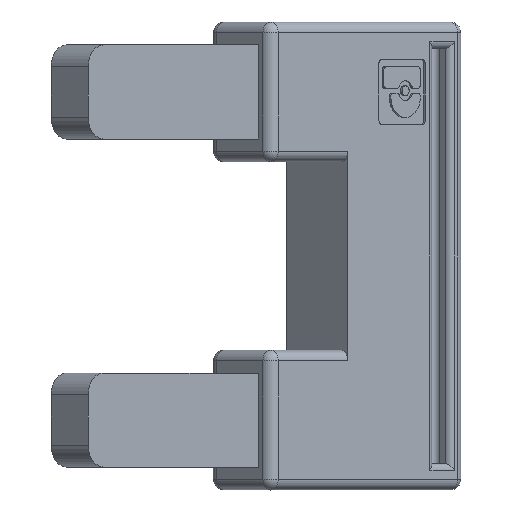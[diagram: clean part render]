
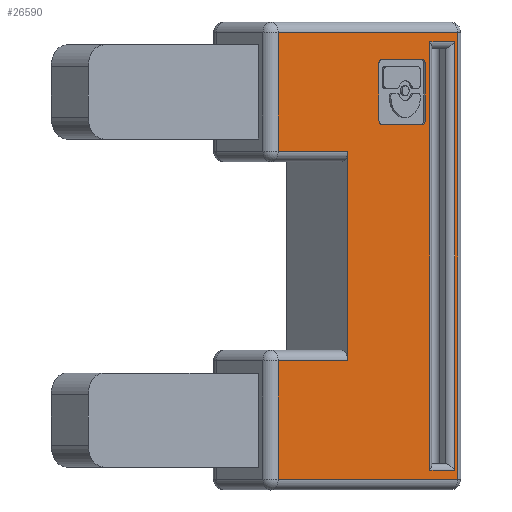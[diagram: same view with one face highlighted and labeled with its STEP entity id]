
A CAD part, front view. The second image highlights one B-rep face of the part: STEP entity #26590.
In plain terms, the highlighted planar face has unit normal (0.707, -0.707, 0).
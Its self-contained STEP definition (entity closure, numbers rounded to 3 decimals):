
#1650=CARTESIAN_POINT('',(65.154,31.6,
-28.981));
#1660=VERTEX_POINT('',#1650);
#1690=CARTESIAN_POINT('',(54.847,21.294,
-28.981));
#1700=DIRECTION('',(0.707,0.707,
0.));
#1710=VECTOR('',#1700,1.);
#1720=LINE('',#1690,#1710);
#1730=CARTESIAN_POINT('',(61.972,28.418,
-28.981));
#1740=VERTEX_POINT('',#1730);
#1750=EDGE_CURVE('',#1740,#1660,#1720,.T.);
#4000=CARTESIAN_POINT('',(61.972,28.418,
-34.381));
#4010=VERTEX_POINT('',#4000);
#4120=CARTESIAN_POINT('',(61.972,28.418,
-26.79));
#4130=DIRECTION('',(0.,0.,-1.));
#4140=VECTOR('',#4130,1.);
#4150=LINE('',#4120,#4140);
#4160=EDGE_CURVE('',#1740,#4010,#4150,.T.);
#5020=CARTESIAN_POINT('',(65.154,31.6,
-19.381));
#5030=VERTEX_POINT('',#5020);
#5120=CARTESIAN_POINT('',(61.972,28.418,
-19.381));
#5130=VERTEX_POINT('',#5120);
#5160=CARTESIAN_POINT('',(54.847,21.294,
-19.381));
#5170=DIRECTION('',(0.707,0.707,
0.));
#5180=VECTOR('',#5170,1.);
#5190=LINE('',#5160,#5180);
#5200=EDGE_CURVE('',#5130,#5030,#5190,.T.);
#5420=CARTESIAN_POINT('',(68.901,35.348,
-33.981));
#5430=VERTEX_POINT('',#5420);
#5590=CARTESIAN_POINT('',(70.033,36.479,
-33.981));
#5600=VERTEX_POINT('',#5590);
#5630=CARTESIAN_POINT('',(54.847,21.294,
-33.981));
#5640=DIRECTION('',(-0.707,-0.707,0.));
#5650=VECTOR('',#5640,1.);
#5660=LINE('',#5630,#5650);
#5670=EDGE_CURVE('',#5600,#5430,#5660,.T.);
#5910=CARTESIAN_POINT('',(70.033,36.479,
-14.381));
#5920=VERTEX_POINT('',#5910);
#5950=CARTESIAN_POINT('',(70.033,36.479,
-41.79));
#5960=DIRECTION('',(0.,0.,-1.));
#5970=VECTOR('',#5960,1.);
#5980=LINE('',#5950,#5970);
#5990=EDGE_CURVE('',#5920,#5600,#5980,.T.);
#6310=CARTESIAN_POINT('',(70.174,36.621,
-13.981));
#6320=VERTEX_POINT('',#6310);
#6350=CARTESIAN_POINT('',(54.847,21.294,
-13.981));
#6360=DIRECTION('',(-0.707,-0.707,
0.));
#6370=VECTOR('',#6360,1.);
#6380=LINE('',#6350,#6370);
#6390=CARTESIAN_POINT('',(61.972,28.418,
-13.981));
#6400=VERTEX_POINT('',#6390);
#6410=EDGE_CURVE('',#6320,#6400,#6380,.T.);
#8320=CARTESIAN_POINT('',(68.901,35.348,
-21.79));
#8330=DIRECTION('',(0.,0.,1.));
#8340=VECTOR('',#8330,1.);
#8350=LINE('',#8320,#8340);
#8360=CARTESIAN_POINT('',(68.901,35.348,
-14.381));
#8370=VERTEX_POINT('',#8360);
#8380=EDGE_CURVE('',#5430,#8370,#8350,.T.);
#8750=CARTESIAN_POINT('',(70.174,36.621,
-34.381));
#8760=VERTEX_POINT('',#8750);
#9170=CARTESIAN_POINT('',(54.847,21.294,
-34.381));
#9180=DIRECTION('',(0.707,0.707,
0.));
#9190=VECTOR('',#9180,1.);
#9200=LINE('',#9170,#9190);
#9210=EDGE_CURVE('',#4010,#8760,#9200,.T.);
#12680=CARTESIAN_POINT('',(61.972,28.418,
-31.79));
#12690=DIRECTION('',(0.,0.,-1.));
#12700=VECTOR('',#12690,1.);
#12710=LINE('',#12680,#12700);
#12720=EDGE_CURVE('',#6400,#5130,#12710,.T.);
#16620=CARTESIAN_POINT('',(66.717,33.163,
-15.181));
#16630=VERTEX_POINT('',#16620);
#16790=CARTESIAN_POINT('',(66.568,33.014,
-15.392));
#16800=VERTEX_POINT('',#16790);
#16830=CARTESIAN_POINT('',(66.717,33.163,
-15.392));
#16840=DIRECTION('',(0.707,-0.707,
0.));
#16850=DIRECTION('',(0.,0.,-1.));
#16860=AXIS2_PLACEMENT_3D('',#16830,#16840,#16850);
#16870=CIRCLE('',#16860,0.211);
#16880=EDGE_CURVE('',#16630,#16800,#16870,.T.);
#17180=CARTESIAN_POINT('',(66.568,33.014,
-17.97));
#17190=VERTEX_POINT('',#17180);
#17220=CARTESIAN_POINT('',(66.568,33.014,
-21.79));
#17230=DIRECTION('',(0.,0.,-1.));
#17240=VECTOR('',#17230,1.);
#17250=LINE('',#17220,#17240);
#17260=EDGE_CURVE('',#16800,#17190,#17250,.T.);
#17490=CARTESIAN_POINT('',(68.54,34.987,
-15.181));
#17500=VERTEX_POINT('',#17490);
#17600=CARTESIAN_POINT('',(54.847,21.294,
-15.181));
#17610=DIRECTION('',(-0.707,-0.707,
0.));
#17620=VECTOR('',#17610,1.);
#17630=LINE('',#17600,#17620);
#17640=EDGE_CURVE('',#17500,#16630,#17630,.T.);
#17850=CARTESIAN_POINT('',(68.689,35.136,
-15.392));
#17860=VERTEX_POINT('',#17850);
#17990=CARTESIAN_POINT('',(68.54,34.987,
-15.392));
#18000=DIRECTION('',(0.707,-0.707,
0.));
#18010=DIRECTION('',(0.,0.,-1.));
#18020=AXIS2_PLACEMENT_3D('',#17990,#18000,#18010);
#18030=CIRCLE('',#18020,0.211);
#18040=EDGE_CURVE('',#17860,#17500,#18030,.T.);
#18250=CARTESIAN_POINT('',(68.689,35.136,
-17.97));
#18260=VERTEX_POINT('',#18250);
#18380=CARTESIAN_POINT('',(68.689,35.136,
-21.79));
#18390=DIRECTION('',(0.,0.,1.));
#18400=VECTOR('',#18390,1.);
#18410=LINE('',#18380,#18400);
#18420=EDGE_CURVE('',#18260,#17860,#18410,.T.);
#18650=CARTESIAN_POINT('',(68.54,34.987,
-18.181));
#18660=VERTEX_POINT('',#18650);
#18770=CARTESIAN_POINT('',(68.54,34.987,
-17.97));
#18780=DIRECTION('',(0.707,-0.707,
0.));
#18790=DIRECTION('',(0.,0.,-1.));
#18800=AXIS2_PLACEMENT_3D('',#18770,#18780,#18790);
#18810=CIRCLE('',#18800,0.211);
#18820=EDGE_CURVE('',#18660,#18260,#18810,.T.);
#19050=CARTESIAN_POINT('',(66.717,33.163,
-18.181));
#19060=VERTEX_POINT('',#19050);
#19160=CARTESIAN_POINT('',(54.847,21.294,
-18.181));
#19170=DIRECTION('',(0.707,0.707,
0.));
#19180=VECTOR('',#19170,1.);
#19190=LINE('',#19160,#19180);
#19200=EDGE_CURVE('',#19060,#18660,#19190,.T.);
#19460=CARTESIAN_POINT('',(66.717,33.163,
-17.97));
#19470=DIRECTION('',(0.707,-0.707,
0.));
#19480=DIRECTION('',(0.,0.,-1.));
#19490=AXIS2_PLACEMENT_3D('',#19460,#19470,#19480);
#19500=CIRCLE('',#19490,0.211);
#19510=EDGE_CURVE('',#17190,#19060,#19500,.T.);
#26130=CARTESIAN_POINT('',(54.847,21.294,
-41.79));
#26140=DIRECTION('',(-0.707,0.707,
0.));
#26150=DIRECTION('',(0.707,0.707,
0.));
#26160=AXIS2_PLACEMENT_3D('',#26130,#26140,#26150);
#26170=PLANE('',#26160);
#26180=ORIENTED_EDGE('',*,*,#5200,.T.);
#26190=ORIENTED_EDGE('',*,*,#12720,.T.);
#26200=ORIENTED_EDGE('',*,*,#6410,.T.);
#26210=CARTESIAN_POINT('',(70.174,36.621,
-21.79));
#26220=DIRECTION('',(0.,0.,1.));
#26230=VECTOR('',#26220,1.);
#26240=LINE('',#26210,#26230);
#26250=EDGE_CURVE('',#8760,#6320,#26240,.T.);
#26260=ORIENTED_EDGE('',*,*,#26250,.T.);
#26270=ORIENTED_EDGE('',*,*,#9210,.T.);
#26280=ORIENTED_EDGE('',*,*,#4160,.T.);
#26290=ORIENTED_EDGE('',*,*,#1750,.F.);
#26300=CARTESIAN_POINT('',(65.154,31.6,
-21.79));
#26310=DIRECTION('',(0.,0.,-1.));
#26320=VECTOR('',#26310,1.);
#26330=LINE('',#26300,#26320);
#26340=EDGE_CURVE('',#5030,#1660,#26330,.T.);
#26350=ORIENTED_EDGE('',*,*,#26340,.T.);
#26360=EDGE_LOOP('',(#26350,#26290,#26280,#26270,#26260,#26200,#26190,
#26180));
#26370=FACE_OUTER_BOUND('',#26360,.T.);
#26380=ORIENTED_EDGE('',*,*,#5670,.T.);
#26390=ORIENTED_EDGE('',*,*,#5990,.T.);
#26400=CARTESIAN_POINT('',(54.847,21.294,
-14.381));
#26410=DIRECTION('',(0.707,0.707,0.));
#26420=VECTOR('',#26410,1.);
#26430=LINE('',#26400,#26420);
#26440=EDGE_CURVE('',#8370,#5920,#26430,.T.);
#26450=ORIENTED_EDGE('',*,*,#26440,.T.);
#26460=ORIENTED_EDGE('',*,*,#8380,.T.);
#26470=EDGE_LOOP('',(#26460,#26450,#26390,#26380));
#26480=FACE_BOUND('',#26470,.T.);
#26490=ORIENTED_EDGE('',*,*,#18820,.F.);
#26500=ORIENTED_EDGE('',*,*,#18420,.F.);
#26510=ORIENTED_EDGE('',*,*,#18040,.F.);
#26520=ORIENTED_EDGE('',*,*,#17640,.F.);
#26530=ORIENTED_EDGE('',*,*,#16880,.F.);
#26540=ORIENTED_EDGE('',*,*,#17260,.F.);
#26550=ORIENTED_EDGE('',*,*,#19510,.F.);
#26560=ORIENTED_EDGE('',*,*,#19200,.F.);
#26570=EDGE_LOOP('',(#26560,#26550,#26540,#26530,#26520,#26510,#26500,
#26490));
#26580=FACE_BOUND('',#26570,.T.);
#26590=ADVANCED_FACE('',(#26370,#26480,#26580),#26170,.F.);
